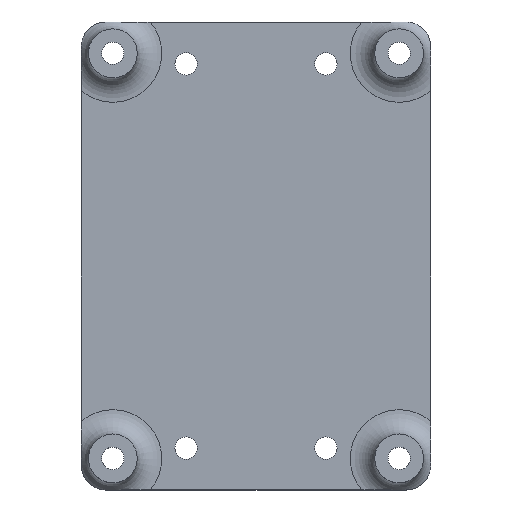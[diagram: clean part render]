
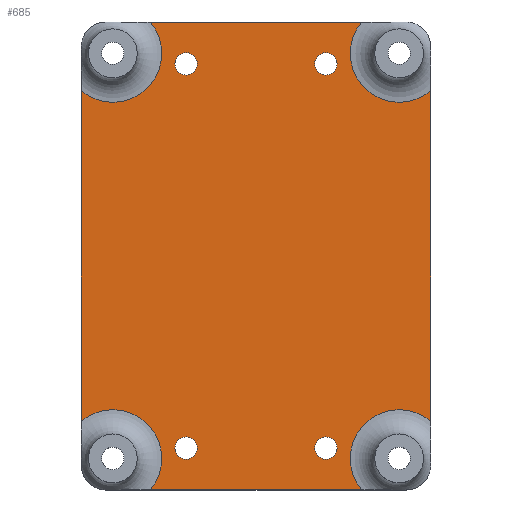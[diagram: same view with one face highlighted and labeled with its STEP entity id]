
A CAD part, top view. The second image highlights one B-rep face of the part: STEP entity #685.
In plain terms, the highlighted planar face has unit normal (0, 0, 1).
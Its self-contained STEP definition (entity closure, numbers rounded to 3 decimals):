
#23=FACE_BOUND('',#216,.T.);
#24=FACE_BOUND('',#217,.T.);
#25=FACE_BOUND('',#218,.T.);
#26=FACE_BOUND('',#219,.T.);
#47=PLANE('',#787);
#65=LINE('',#1263,#97);
#70=LINE('',#1274,#102);
#74=LINE('',#1283,#106);
#78=LINE('',#1292,#110);
#97=VECTOR('',#957,10.);
#102=VECTOR('',#968,10.);
#106=VECTOR('',#978,10.);
#110=VECTOR('',#988,10.);
#169=FACE_OUTER_BOUND('',#215,.T.);
#215=EDGE_LOOP('',(#615,#616,#617,#618,#619,#620,#621,#622,#623,#624));
#216=EDGE_LOOP('',(#625));
#217=EDGE_LOOP('',(#626));
#218=EDGE_LOOP('',(#627));
#219=EDGE_LOOP('',(#628));
#245=CIRCLE('',#704,7.);
#250=CIRCLE('',#711,7.);
#255=CIRCLE('',#718,7.);
#256=CIRCLE('',#719,7.);
#261=CIRCLE('',#726,7.);
#262=CIRCLE('',#727,7.);
#282=CIRCLE('',#761,1.6);
#284=CIRCLE('',#766,1.6);
#286=CIRCLE('',#770,1.6);
#288=CIRCLE('',#773,1.6);
#296=VERTEX_POINT('',#1006);
#297=VERTEX_POINT('',#1013);
#306=VERTEX_POINT('',#1070);
#307=VERTEX_POINT('',#1079);
#311=VERTEX_POINT('',#1096);
#312=VERTEX_POINT('',#1098);
#315=VERTEX_POINT('',#1122);
#319=VERTEX_POINT('',#1141);
#320=VERTEX_POINT('',#1143);
#323=VERTEX_POINT('',#1167);
#342=VERTEX_POINT('',#1233);
#344=VERTEX_POINT('',#1243);
#346=VERTEX_POINT('',#1251);
#348=VERTEX_POINT('',#1257);
#360=EDGE_CURVE('',#296,#297,#245,.T.);
#372=EDGE_CURVE('',#306,#307,#250,.T.);
#379=EDGE_CURVE('',#311,#312,#255,.T.);
#383=EDGE_CURVE('',#315,#311,#256,.T.);
#389=EDGE_CURVE('',#319,#320,#261,.T.);
#393=EDGE_CURVE('',#323,#319,#262,.T.);
#419=EDGE_CURVE('',#342,#342,#282,.T.);
#424=EDGE_CURVE('',#344,#344,#284,.T.);
#428=EDGE_CURVE('',#346,#346,#286,.T.);
#431=EDGE_CURVE('',#348,#348,#288,.T.);
#433=EDGE_CURVE('',#320,#315,#65,.T.);
#439=EDGE_CURVE('',#297,#323,#70,.T.);
#444=EDGE_CURVE('',#307,#296,#74,.T.);
#449=EDGE_CURVE('',#312,#306,#78,.T.);
#615=ORIENTED_EDGE('',*,*,#360,.F.);
#616=ORIENTED_EDGE('',*,*,#444,.F.);
#617=ORIENTED_EDGE('',*,*,#372,.F.);
#618=ORIENTED_EDGE('',*,*,#449,.F.);
#619=ORIENTED_EDGE('',*,*,#379,.F.);
#620=ORIENTED_EDGE('',*,*,#383,.F.);
#621=ORIENTED_EDGE('',*,*,#433,.F.);
#622=ORIENTED_EDGE('',*,*,#389,.F.);
#623=ORIENTED_EDGE('',*,*,#393,.F.);
#624=ORIENTED_EDGE('',*,*,#439,.F.);
#625=ORIENTED_EDGE('',*,*,#431,.T.);
#626=ORIENTED_EDGE('',*,*,#428,.T.);
#627=ORIENTED_EDGE('',*,*,#424,.T.);
#628=ORIENTED_EDGE('',*,*,#419,.T.);
#685=ADVANCED_FACE('',(#169,#23,#24,#25,#26),#47,.T.);
#704=AXIS2_PLACEMENT_3D('',#1014,#797,#798);
#711=AXIS2_PLACEMENT_3D('',#1080,#812,#813);
#718=AXIS2_PLACEMENT_3D('',#1099,#827,#828);
#719=AXIS2_PLACEMENT_3D('',#1131,#829,#830);
#726=AXIS2_PLACEMENT_3D('',#1144,#844,#845);
#727=AXIS2_PLACEMENT_3D('',#1176,#846,#847);
#761=AXIS2_PLACEMENT_3D('',#1235,#920,#921);
#766=AXIS2_PLACEMENT_3D('',#1245,#933,#934);
#770=AXIS2_PLACEMENT_3D('',#1253,#943,#944);
#773=AXIS2_PLACEMENT_3D('',#1259,#950,#951);
#787=AXIS2_PLACEMENT_3D('',#1298,#995,#996);
#797=DIRECTION('center_axis',(0.,0.,1.));
#798=DIRECTION('ref_axis',(1.,0.,0.));
#812=DIRECTION('center_axis',(0.,0.,1.));
#813=DIRECTION('ref_axis',(1.,0.,0.));
#827=DIRECTION('center_axis',(0.,0.,1.));
#828=DIRECTION('ref_axis',(1.,0.,0.));
#829=DIRECTION('center_axis',(0.,0.,1.));
#830=DIRECTION('ref_axis',(1.,0.,0.));
#844=DIRECTION('center_axis',(0.,0.,1.));
#845=DIRECTION('ref_axis',(1.,0.,0.));
#846=DIRECTION('center_axis',(0.,0.,1.));
#847=DIRECTION('ref_axis',(1.,0.,0.));
#920=DIRECTION('center_axis',(0.,0.,-1.));
#921=DIRECTION('ref_axis',(1.,0.,0.));
#933=DIRECTION('center_axis',(0.,0.,-1.));
#934=DIRECTION('ref_axis',(1.,0.,0.));
#943=DIRECTION('center_axis',(0.,0.,-1.));
#944=DIRECTION('ref_axis',(1.,0.,0.));
#950=DIRECTION('center_axis',(0.,0.,-1.));
#951=DIRECTION('ref_axis',(1.,0.,0.));
#957=DIRECTION('',(0.,1.,0.));
#968=DIRECTION('',(-1.,0.,0.));
#978=DIRECTION('',(0.,-1.,0.));
#988=DIRECTION('',(1.,0.,0.));
#995=DIRECTION('center_axis',(0.,0.,1.));
#996=DIRECTION('ref_axis',(1.,0.,0.));
#1006=CARTESIAN_POINT('',(25.,-23.638,0.));
#1013=CARTESIAN_POINT('',(15.138,-33.5,0.));
#1014=CARTESIAN_POINT('Origin',(20.5,-29.,0.));
#1070=CARTESIAN_POINT('',(15.138,33.5,0.));
#1079=CARTESIAN_POINT('',(25.,23.638,0.));
#1080=CARTESIAN_POINT('Origin',(20.5,29.,0.));
#1096=CARTESIAN_POINT('',(-13.5,29.,0.));
#1098=CARTESIAN_POINT('',(-15.138,33.5,0.));
#1099=CARTESIAN_POINT('Origin',(-20.5,29.,0.));
#1122=CARTESIAN_POINT('',(-25.,23.638,0.));
#1131=CARTESIAN_POINT('Origin',(-20.5,29.,0.));
#1141=CARTESIAN_POINT('',(-13.5,-29.,0.));
#1143=CARTESIAN_POINT('',(-25.,-23.638,0.));
#1144=CARTESIAN_POINT('Origin',(-20.5,-29.,0.));
#1167=CARTESIAN_POINT('',(-15.138,-33.5,0.));
#1176=CARTESIAN_POINT('Origin',(-20.5,-29.,0.));
#1233=CARTESIAN_POINT('',(-11.6,27.5,0.));
#1235=CARTESIAN_POINT('Origin',(-10.,27.5,0.));
#1243=CARTESIAN_POINT('',(8.4,-27.5,0.));
#1245=CARTESIAN_POINT('Origin',(10.,-27.5,0.));
#1251=CARTESIAN_POINT('',(8.4,27.5,0.));
#1253=CARTESIAN_POINT('Origin',(10.,27.5,0.));
#1257=CARTESIAN_POINT('',(-11.6,-27.5,0.));
#1259=CARTESIAN_POINT('Origin',(-10.,-27.5,0.));
#1263=CARTESIAN_POINT('',(-25.,-30.,0.));
#1274=CARTESIAN_POINT('',(21.5,-33.5,0.));
#1283=CARTESIAN_POINT('',(25.,30.,0.));
#1292=CARTESIAN_POINT('',(-21.5,33.5,0.));
#1298=CARTESIAN_POINT('Origin',(0.,0.,
0.));
